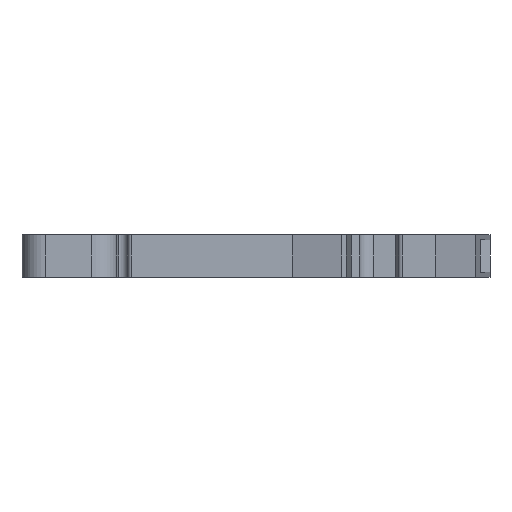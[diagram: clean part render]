
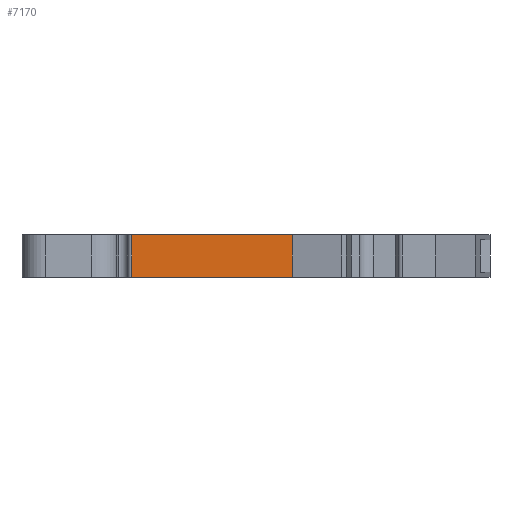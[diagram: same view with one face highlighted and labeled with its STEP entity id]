
A CAD part, front view. The second image highlights one B-rep face of the part: STEP entity #7170.
In plain terms, the highlighted planar face has unit normal (0, -1, 0).
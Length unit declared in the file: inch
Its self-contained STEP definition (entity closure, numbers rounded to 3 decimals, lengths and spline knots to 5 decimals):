
#95 = CARTESIAN_POINT ( 'NONE',  ( 0., 0., -0.09843 ) ) ;
#115 = ORIENTED_EDGE ( 'NONE', *, *, #7526, .T. ) ;
#121 = VERTEX_POINT ( 'NONE', #9534 ) ;
#349 = VECTOR ( 'NONE', #9432, 39.37008 ) ;
#362 = EDGE_CURVE ( 'NONE', #2832, #2312, #506, .T. ) ;
#506 = LINE ( 'NONE', #2323, #1668 ) ;
#824 = DIRECTION ( 'NONE',  ( 1., 0., 0. ) ) ;
#1516 = VERTEX_POINT ( 'NONE', #7656 ) ;
#1668 = VECTOR ( 'NONE', #9104, 39.37008 ) ;
#2300 = ORIENTED_EDGE ( 'NONE', *, *, #4595, .F. ) ;
#2312 = VERTEX_POINT ( 'NONE', #3501 ) ;
#2323 = CARTESIAN_POINT ( 'NONE',  ( 0., 0., 0.09843 ) ) ;
#2832 = VERTEX_POINT ( 'NONE', #6990 ) ;
#3448 = ORIENTED_EDGE ( 'NONE', *, *, #362, .F. ) ;
#3501 = CARTESIAN_POINT ( 'NONE',  ( 0.15748, 0., 0.09843 ) ) ;
#3600 = CARTESIAN_POINT ( 'NONE',  ( 0., 0., 0.09843 ) ) ;
#3682 = ORIENTED_EDGE ( 'NONE', *, *, #4706, .F. ) ;
#3707 = CARTESIAN_POINT ( 'NONE',  ( 0.15748, 0., -0.4844 ) ) ;
#3743 = DIRECTION ( 'NONE',  ( -1., 0., 0. ) ) ;
#3782 = VECTOR ( 'NONE', #824, 39.37008 ) ;
#4285 = AXIS2_PLACEMENT_3D ( 'NONE', #3600, #9623, #3743 ) ;
#4595 = EDGE_CURVE ( 'NONE', #1516, #2832, #8441, .T. ) ;
#4706 = EDGE_CURVE ( 'NONE', #2312, #121, #5044, .T. ) ;
#5044 = LINE ( 'NONE', #3707, #8210 ) ;
#5078 = CARTESIAN_POINT ( 'NONE',  ( -0.59449, 0., 0.09843 ) ) ;
#5836 = EDGE_LOOP ( 'NONE', ( #115, #3682, #3448, #2300 ) ) ;
#5870 = DIRECTION ( 'NONE',  ( 0., 0., -1. ) ) ;
#6990 = CARTESIAN_POINT ( 'NONE',  ( -0.59449, 0., 0.09843 ) ) ;
#7096 = LINE ( 'NONE', #95, #3782 ) ;
#7170 = ADVANCED_FACE ( 'NONE', ( #9328 ), #8102, .F. ) ;
#7526 = EDGE_CURVE ( 'NONE', #1516, #121, #7096, .T. ) ;
#7656 = CARTESIAN_POINT ( 'NONE',  ( -0.59449, 0., -0.09843 ) ) ;
#8102 = PLANE ( 'NONE',  #4285 ) ;
#8210 = VECTOR ( 'NONE', #5870, 39.37008 ) ;
#8441 = LINE ( 'NONE', #5078, #349 ) ;
#9104 = DIRECTION ( 'NONE',  ( 1., 0., 0. ) ) ;
#9328 = FACE_OUTER_BOUND ( 'NONE', #5836, .T. ) ;
#9432 = DIRECTION ( 'NONE',  ( 0., 0., 1. ) ) ;
#9534 = CARTESIAN_POINT ( 'NONE',  ( 0.15748, 0., -0.09843 ) ) ;
#9623 = DIRECTION ( 'NONE',  ( 0., 1., 0. ) ) ;
